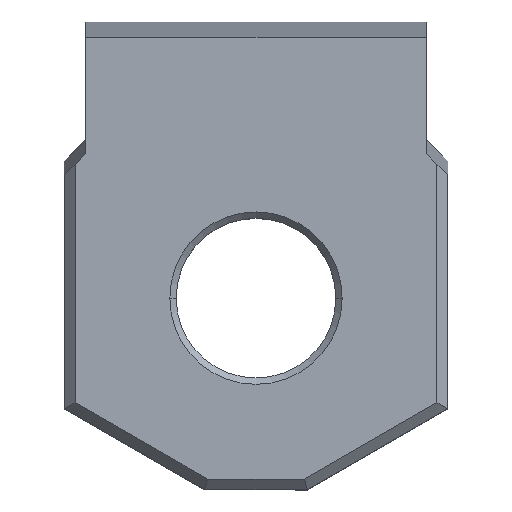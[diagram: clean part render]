
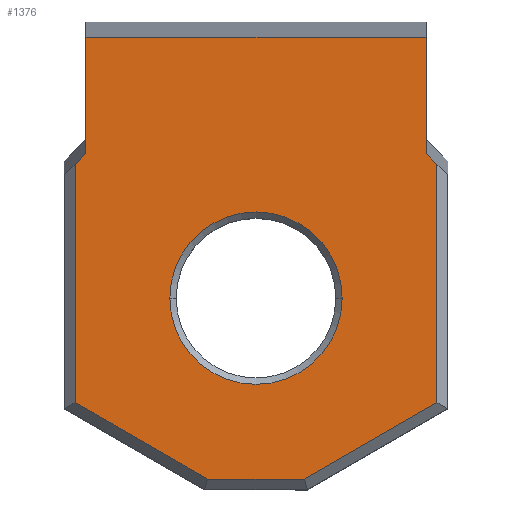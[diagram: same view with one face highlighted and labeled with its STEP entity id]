
A CAD part, top view. The second image highlights one B-rep face of the part: STEP entity #1376.
In plain terms, the highlighted planar face has unit normal (0, 0, 1).
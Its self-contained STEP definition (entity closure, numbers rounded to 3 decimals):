
#6 = VERTEX_POINT ( 'NONE', #205 ) ;
#33 = EDGE_CURVE ( 'NONE', #677, #154, #1211, .T. ) ;
#36 = VECTOR ( 'NONE', #832, 1000. ) ;
#72 = EDGE_CURVE ( 'NONE', #400, #1038, #203, .T. ) ;
#114 = DIRECTION ( 'NONE',  ( 0., 0., -1. ) ) ;
#154 = VERTEX_POINT ( 'NONE', #607 ) ;
#156 = EDGE_CURVE ( 'NONE', #1585, #1622, #598, .T. ) ;
#158 = VECTOR ( 'NONE', #543, 1000. ) ;
#175 = DIRECTION ( 'NONE',  ( 0.71, -0.704, 0. ) ) ;
#203 = CIRCLE ( 'NONE', #1715, 4.05 ) ;
#204 = LINE ( 'NONE', #761, #387 ) ;
#205 = CARTESIAN_POINT ( 'NONE',  ( -8.5, 15.283, 14. ) ) ;
#208 = VECTOR ( 'NONE', #291, 1000. ) ;
#212 = VECTOR ( 'NONE', #175, 1000. ) ;
#254 = EDGE_CURVE ( 'NONE', #660, #1443, #1607, .T. ) ;
#266 = FACE_BOUND ( 'NONE', #914, .T. ) ;
#268 = DIRECTION ( 'NONE',  ( 0.866, 0.5, 0. ) ) ;
#276 = CARTESIAN_POINT ( 'NONE',  ( -0.353, -0.611, 14. ) ) ;
#287 = DIRECTION ( 'NONE',  ( -1., 0., 0. ) ) ;
#291 = DIRECTION ( 'NONE',  ( -1., 0., 0. ) ) ;
#362 = EDGE_CURVE ( 'NONE', #154, #1585, #974, .T. ) ;
#387 = VECTOR ( 'NONE', #1336, 1000. ) ;
#400 = VERTEX_POINT ( 'NONE', #1550 ) ;
#425 = EDGE_CURVE ( 'NONE', #6, #1034, #1277, .T. ) ;
#463 = CARTESIAN_POINT ( 'NONE',  ( -7.991, 21.266, 14. ) ) ;
#470 = DIRECTION ( 'NONE',  ( 0., -1., 0. ) ) ;
#488 = CARTESIAN_POINT ( 'NONE',  ( 7.991, 22., 14. ) ) ;
#498 = CARTESIAN_POINT ( 'NONE',  ( 7.991, 15.787, 14. ) ) ;
#540 = VECTOR ( 'NONE', #268, 1000. ) ;
#541 = VECTOR ( 'NONE', #553, 1000. ) ;
#543 = DIRECTION ( 'NONE',  ( 0., 1., 0. ) ) ;
#553 = DIRECTION ( 'NONE',  ( 0., -1., 0. ) ) ;
#554 = CARTESIAN_POINT ( 'NONE',  ( -4.05, 9., 14. ) ) ;
#574 = CARTESIAN_POINT ( 'NONE',  ( 0., 0.5, 14. ) ) ;
#579 = CARTESIAN_POINT ( 'NONE',  ( 8.5, 0., 14. ) ) ;
#582 = AXIS2_PLACEMENT_3D ( 'NONE', #991, #1558, #287 ) ;
#583 = CIRCLE ( 'NONE', #582, 4.05 ) ;
#598 = LINE ( 'NONE', #579, #158 ) ;
#607 = CARTESIAN_POINT ( 'NONE',  ( 2.278, 0.5, 14. ) ) ;
#632 = EDGE_CURVE ( 'NONE', #1735, #1622, #880, .T. ) ;
#635 = DIRECTION ( 'NONE',  ( -1., 0., 0. ) ) ;
#636 = VERTEX_POINT ( 'NONE', #733 ) ;
#660 = VERTEX_POINT ( 'NONE', #463 ) ;
#677 = VERTEX_POINT ( 'NONE', #1601 ) ;
#684 = DIRECTION ( 'NONE',  ( -1., 0., 0. ) ) ;
#712 = EDGE_LOOP ( 'NONE', ( #1254, #1194, #753, #1655, #1648, #1640, #1633, #1615, #1598, #1577 ) ) ;
#733 = CARTESIAN_POINT ( 'NONE',  ( 7.991, 21.266, 14. ) ) ;
#742 = EDGE_CURVE ( 'NONE', #1443, #6, #204, .T. ) ;
#753 = ORIENTED_EDGE ( 'NONE', *, *, #1417, .T. ) ;
#761 = CARTESIAN_POINT ( 'NONE',  ( -11.852, 11.962, 14. ) ) ;
#780 = DIRECTION ( 'NONE',  ( 1., 0., 0. ) ) ;
#822 = PLANE ( 'NONE',  #1458 ) ;
#832 = DIRECTION ( 'NONE',  ( 0.866, -0.5, 0. ) ) ;
#859 = VECTOR ( 'NONE', #470, 1000. ) ;
#880 = LINE ( 'NONE', #1454, #212 ) ;
#903 = CARTESIAN_POINT ( 'NONE',  ( 8.5, 4.093, 14. ) ) ;
#914 = EDGE_LOOP ( 'NONE', ( #1500, #1469 ) ) ;
#974 = LINE ( 'NONE', #1539, #540 ) ;
#988 = CARTESIAN_POINT ( 'NONE',  ( -7.991, 15.787, 14. ) ) ;
#991 = CARTESIAN_POINT ( 'NONE',  ( 0., 9., 14. ) ) ;
#994 = LINE ( 'NONE', #1561, #208 ) ;
#1028 = CARTESIAN_POINT ( 'NONE',  ( -7.991, 22., 14. ) ) ;
#1034 = VERTEX_POINT ( 'NONE', #1414 ) ;
#1038 = VERTEX_POINT ( 'NONE', #554 ) ;
#1047 = EDGE_CURVE ( 'NONE', #1038, #400, #583, .T. ) ;
#1059 = DIRECTION ( 'NONE',  ( 0., 1., 0. ) ) ;
#1083 = VECTOR ( 'NONE', #780, 1000. ) ;
#1141 = VECTOR ( 'NONE', #1059, 1000. ) ;
#1194 = ORIENTED_EDGE ( 'NONE', *, *, #425, .T. ) ;
#1211 = LINE ( 'NONE', #574, #1083 ) ;
#1254 = ORIENTED_EDGE ( 'NONE', *, *, #742, .T. ) ;
#1277 = LINE ( 'NONE', #1832, #541 ) ;
#1336 = DIRECTION ( 'NONE',  ( -0.71, -0.704, 0. ) ) ;
#1376 = ADVANCED_FACE ( 'NONE', ( #1537, #266 ), #822, .F. ) ;
#1400 = CARTESIAN_POINT ( 'NONE',  ( 0., 0., 14. ) ) ;
#1414 = CARTESIAN_POINT ( 'NONE',  ( -8.5, 4.093, 14. ) ) ;
#1415 = CARTESIAN_POINT ( 'NONE',  ( 0., 9., 14. ) ) ;
#1417 = EDGE_CURVE ( 'NONE', #1034, #677, #1548, .T. ) ;
#1443 = VERTEX_POINT ( 'NONE', #988 ) ;
#1454 = CARTESIAN_POINT ( 'NONE',  ( 11.852, 11.962, 14. ) ) ;
#1458 = AXIS2_PLACEMENT_3D ( 'NONE', #1400, #114, #684 ) ;
#1469 = ORIENTED_EDGE ( 'NONE', *, *, #1047, .T. ) ;
#1500 = ORIENTED_EDGE ( 'NONE', *, *, #72, .T. ) ;
#1537 = FACE_OUTER_BOUND ( 'NONE', #712, .T. ) ;
#1539 = CARTESIAN_POINT ( 'NONE',  ( 0.353, -0.611, 14. ) ) ;
#1548 = LINE ( 'NONE', #276, #36 ) ;
#1550 = CARTESIAN_POINT ( 'NONE',  ( 4.05, 9., 14. ) ) ;
#1558 = DIRECTION ( 'NONE',  ( 0., 0., -1. ) ) ;
#1561 = CARTESIAN_POINT ( 'NONE',  ( 0., 21.266, 14. ) ) ;
#1577 = ORIENTED_EDGE ( 'NONE', *, *, #254, .T. ) ;
#1585 = VERTEX_POINT ( 'NONE', #903 ) ;
#1598 = ORIENTED_EDGE ( 'NONE', *, *, #1818, .T. ) ;
#1601 = CARTESIAN_POINT ( 'NONE',  ( -2.278, 0.5, 14. ) ) ;
#1607 = LINE ( 'NONE', #1028, #859 ) ;
#1615 = ORIENTED_EDGE ( 'NONE', *, *, #1676, .T. ) ;
#1622 = VERTEX_POINT ( 'NONE', #1754 ) ;
#1633 = ORIENTED_EDGE ( 'NONE', *, *, #632, .F. ) ;
#1640 = ORIENTED_EDGE ( 'NONE', *, *, #156, .T. ) ;
#1648 = ORIENTED_EDGE ( 'NONE', *, *, #362, .T. ) ;
#1655 = ORIENTED_EDGE ( 'NONE', *, *, #33, .T. ) ;
#1676 = EDGE_CURVE ( 'NONE', #1735, #636, #1764, .T. ) ;
#1683 = DIRECTION ( 'NONE',  ( 0., 0., -1. ) ) ;
#1715 = AXIS2_PLACEMENT_3D ( 'NONE', #1415, #1683, #635 ) ;
#1735 = VERTEX_POINT ( 'NONE', #498 ) ;
#1754 = CARTESIAN_POINT ( 'NONE',  ( 8.5, 15.283, 14. ) ) ;
#1764 = LINE ( 'NONE', #488, #1141 ) ;
#1818 = EDGE_CURVE ( 'NONE', #636, #660, #994, .T. ) ;
#1832 = CARTESIAN_POINT ( 'NONE',  ( -8.5, 0., 14. ) ) ;
